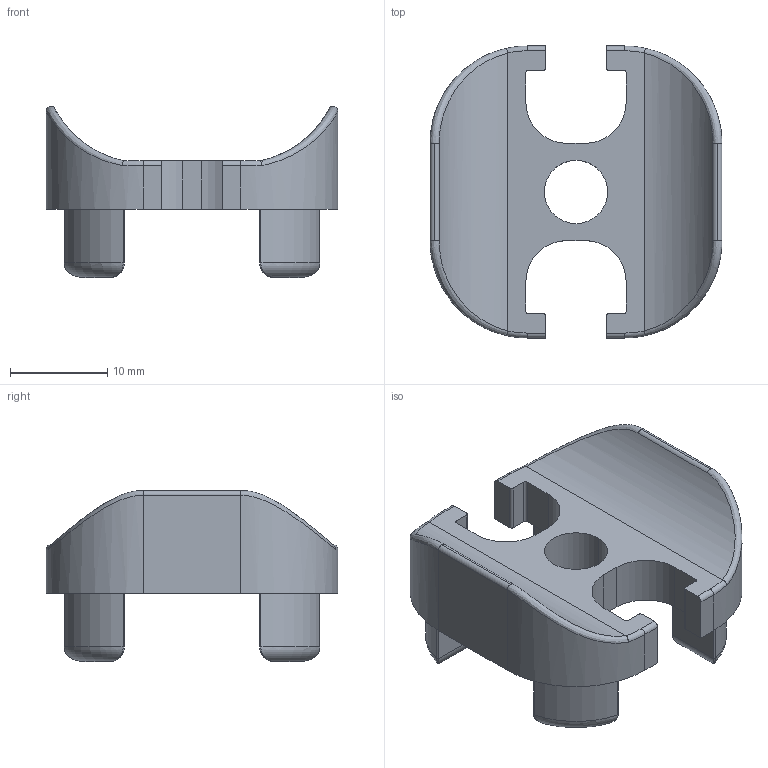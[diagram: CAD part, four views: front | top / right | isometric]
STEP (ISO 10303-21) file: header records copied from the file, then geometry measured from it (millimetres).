
FILE_DESCRIPTION (( 'STEP AP203' ), '1' );
FILE_NAME ('800.029.111.STEP', '2014-11-13T10:43:02', ( '' ), ( '' ), 'SwSTEP 2.0', 'SolidWorks 2012', '' );
FILE_SCHEMA (( 'CONFIG_CONTROL_DESIGN' ));
Length unit declared in the file: millimetre
Products named in the file (1): 800.029.111
Bounding box: 30 x 30 x 17.58 mm (x, y, z)
Volume: 4508.8 mm3; surface area: 2954.2 mm2
Topology: 1 solids, 1 shells, 112 faces, 286 edges, 168 vertices
Faces by surface type: cylinder 54, plane 34, bspline 16, torus 8
Entity records: 4359 total; most frequent: CARTESIAN_POINT 1723, ORIENTED_EDGE 548, DIRECTION 524, EDGE_CURVE 274, AXIS2_PLACEMENT_3D 193, VERTEX_POINT 168, VECTOR 138, LINE 138
